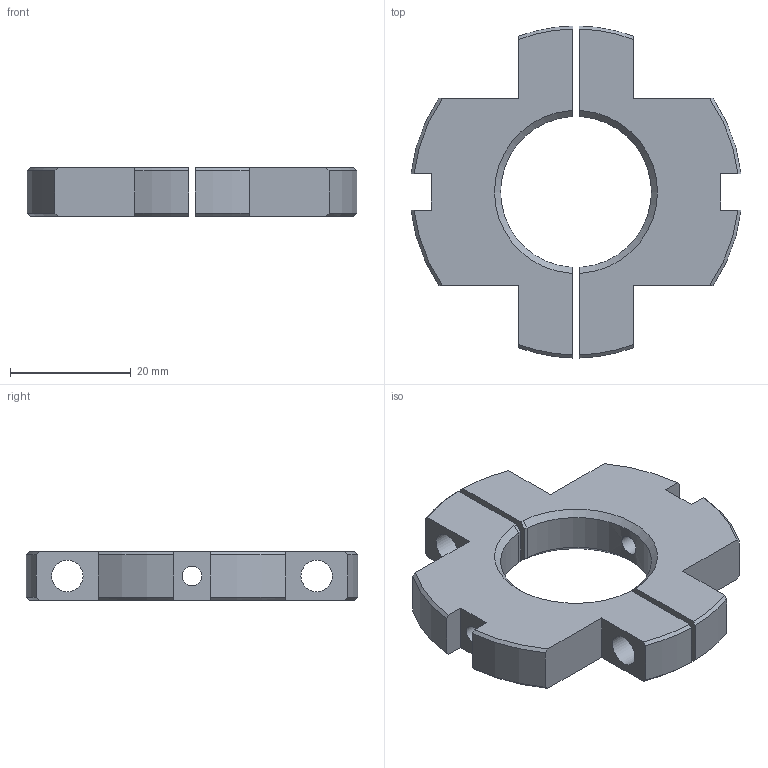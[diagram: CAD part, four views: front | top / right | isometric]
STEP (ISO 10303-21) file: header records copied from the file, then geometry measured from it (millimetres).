
FILE_DESCRIPTION( ( 'STEP AP203' ), '1' );
FILE_NAME( ' ', ' ', ( ' ' ), ( ' ' ), 'PSStep 10.1', ' ', ' ' );
FILE_SCHEMA( ( 'CONFIG_CONTROL_DESIGN' ) );
Length unit declared in the file: millimetre
Products named in the file (3): 1; 2; 3
Bounding box: 54.67 x 55 x 8 mm (x, y, z)
Volume: 16195.2 mm3; surface area: 9319.4 mm2
Topology: 3 solids, 3 shells, 105 faces, 291 edges, 192 vertices
Faces by surface type: plane 42, cone 36, cylinder 27
Full cylindrical faces by diameter (mm): 3.3 x3, 5.2 x6
Entity records: 3640 total; most frequent: CARTESIAN_POINT 891, ORIENTED_EDGE 552, DIRECTION 522, EDGE_CURVE 276, AXIS2_PLACEMENT_3D 195, VERTEX_POINT 186, EDGE_LOOP 132, LINE 132
